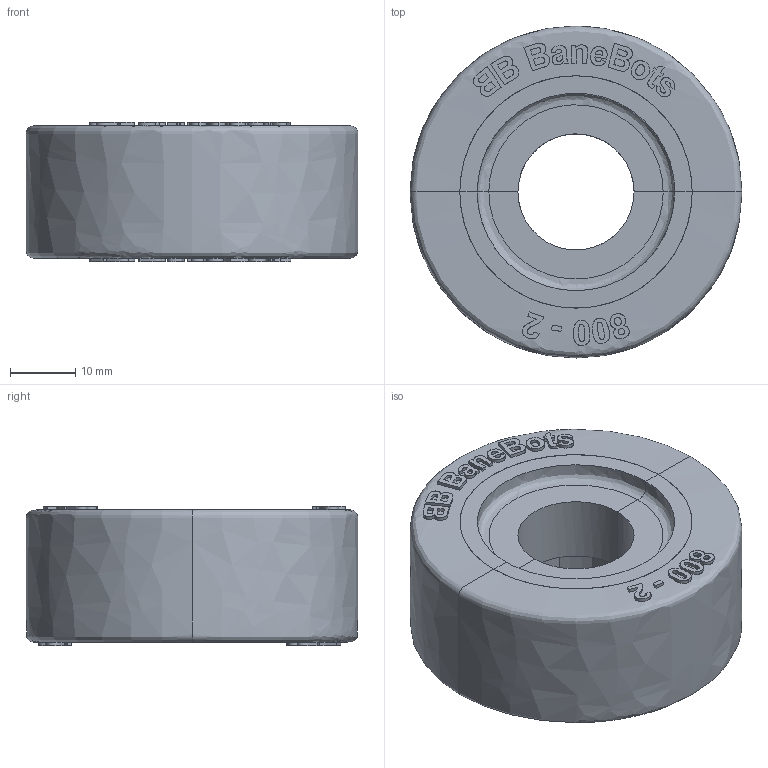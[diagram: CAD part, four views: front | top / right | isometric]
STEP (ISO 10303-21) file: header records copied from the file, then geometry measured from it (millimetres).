
FILE_DESCRIPTION(/* description */ (''),/* implementation_level */ '2;1');
FILE_NAME(/* name */ 'T81P-20',/* time_stamp */ '2020-01-06T18:10:37-07:00',/* author */ (''),/* organization */ (''),/* preprocessor_version */ 'ST-DEVELOPER v10',/* originating_system */ '',/* authorisation */ '');
FILE_SCHEMA (('CONFIG_CONTROL_DESIGN'));
Length unit declared in the file: inch
Products named in the file (1): 1
Bounding box: 50.8 x 50.8 x 21.34 mm (x, y, z)
Volume: 33658.9 mm3; surface area: 14662.9 mm2
Topology: 2 solids, 2 shells, 271 faces, 618 edges, 408 vertices
Faces by surface type: bspline 236, plane 35
Entity records: 17965 total; most frequent: CARTESIAN_POINT 13853, ORIENTED_EDGE 1236, EDGE_CURVE 618, B_SPLINE_CURVE_WITH_KNOTS 528, VERTEX_POINT 408, EDGE_LOOP 332, ADVANCED_FACE 271, FACE_OUTER_BOUND 271
